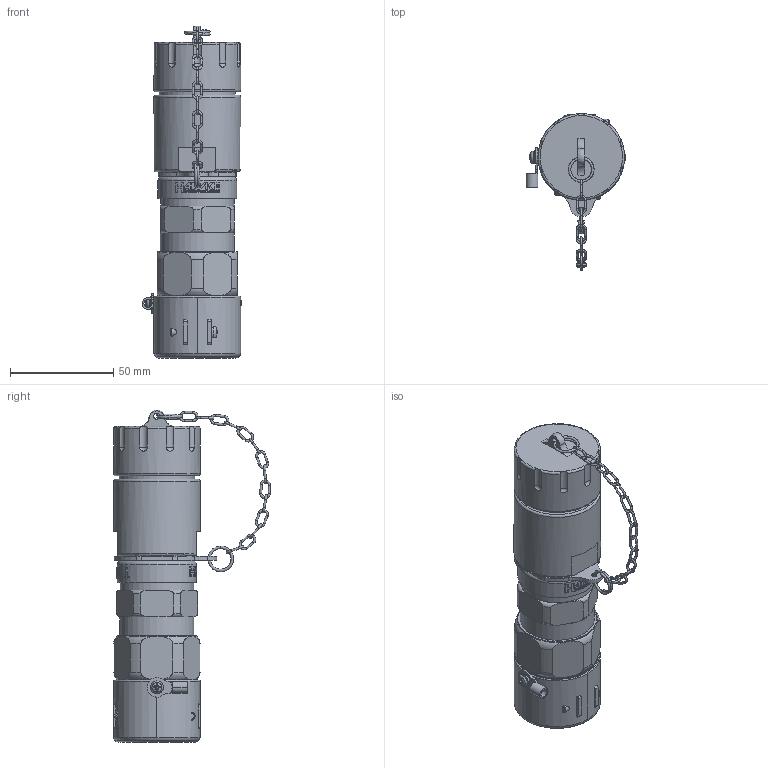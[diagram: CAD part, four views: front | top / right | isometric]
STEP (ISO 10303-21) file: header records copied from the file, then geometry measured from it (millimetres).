
FILE_DESCRIPTION(/* description */ (''),/* implementation_level */ '2;1');
FILE_NAME(/* name */ 'Instrumex CR 9-Way.stp',/* time_stamp */ '2022-11-18T14:52:01+00:00',/* author */ ('areid2'),/* organization */ (''),/* preprocessor_version */ 'ST-DEVELOPER v18.1',/* originating_system */ 'Autodesk Inventor 2020',/* authorisation */ '');
FILE_SCHEMA (('AUTOMOTIVE_DESIGN { 1 0 10303 214 3 1 1 }'));
Length unit declared in the file: millimetre
Products named in the file (1): Part19
Bounding box: 48.37 x 76.06 x 161.01 mm (x, y, z)
Volume: 196847.9 mm3; surface area: 31152 mm2
Topology: 1 solids, 1 shells, 629 faces, 1841 edges, 1224 vertices
Faces by surface type: plane 279, cylinder 140, bspline 87, torus 81, cone 28, sphere 14
Full cylindrical faces by diameter (mm): 1 x28, 2.5 x1, 2.693 x1, 3 x4, 3.68 x1, 34.45 x1, 35 x2, 35.65 x1, 36 x1, 36.5 x1, 36.7 x1, 38.3 x1, 38.5 x1, 38.502 x1, 38.85 x1, 42 x2
Entity records: 27394 total; most frequent: CARTESIAN_POINT 10388, ORIENTED_EDGE 3682, DIRECTION 3179, EDGE_CURVE 1841, AXIS2_PLACEMENT_3D 1247, VERTEX_POINT 1224, EDGE_LOOP 691, LINE 685
